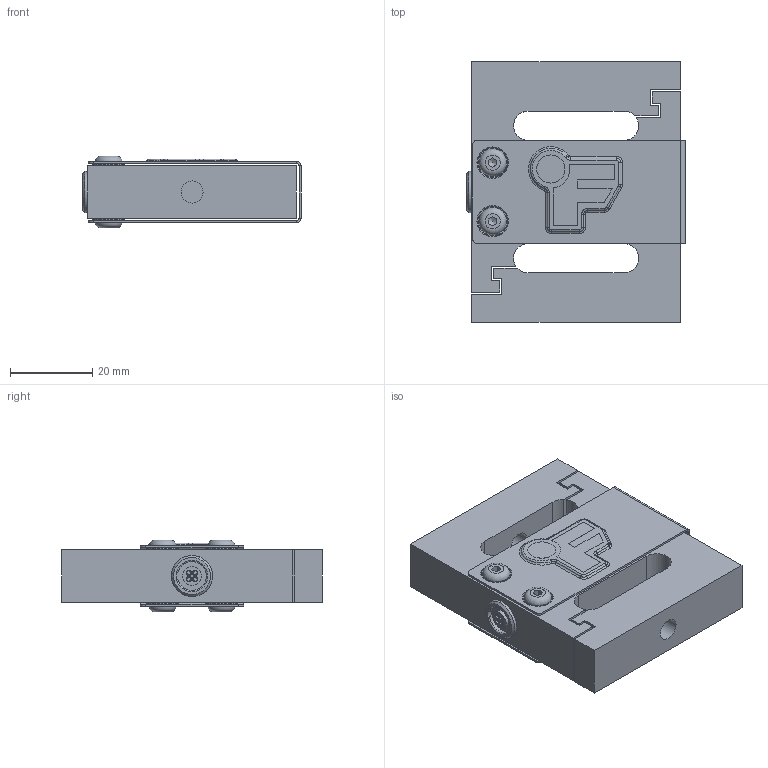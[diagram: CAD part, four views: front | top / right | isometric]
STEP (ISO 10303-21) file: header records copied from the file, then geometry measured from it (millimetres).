
FILE_DESCRIPTION(/* description */ ('LSB302, 3D Model, Simplified'),/* implementation_level */ '2;1');
FILE_NAME(/* name */ 'LSB302-LEMO.stp',/* time_stamp */ '2021-03-31T14:03:17-07:00',/* author */ ('S. MICHEL'),/* organization */ (''),/* preprocessor_version */ 'ST-DEVELOPER v18.1',/* originating_system */ 'Autodesk Inventor 2020',/* authorisation */ '');
FILE_SCHEMA (('AUTOMOTIVE_DESIGN { 1 0 10303 214 3 1 1 }'));
Length unit declared in the file: inch
Products named in the file (1): LSB302-LEMO
Bounding box: 53.14 x 63.5 x 17.48 mm (x, y, z)
Volume: 36719.9 mm3; surface area: 17595.8 mm2
Topology: 1 solids, 1 shells, 986 faces, 2637 edges, 1750 vertices
Faces by surface type: plane 606, bspline 258, cylinder 75, torus 36, cone 6, sphere 5
Full cylindrical faces by diameter (mm): 1 x4, 1.4 x4, 4.5 x1, 5.359 x2, 6.655 x4, 6.858 x1, 7.366 x4, 7.874 x4, 10 x1
Entity records: 33803 total; most frequent: CARTESIAN_POINT 9645, ORIENTED_EDGE 5266, DIRECTION 3818, EDGE_CURVE 2633, LINE 1816, VECTOR 1816, VERTEX_POINT 1750, EDGE_LOOP 1097
